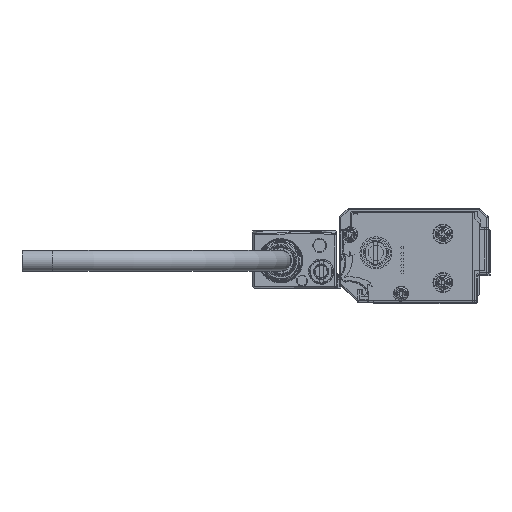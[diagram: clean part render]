
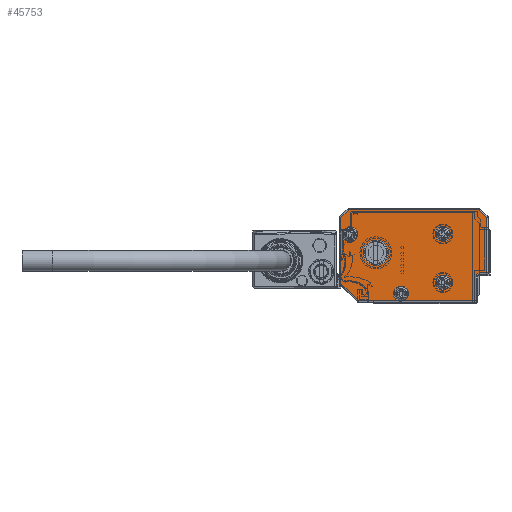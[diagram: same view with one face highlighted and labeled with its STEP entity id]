
A CAD part, left-side view. The second image highlights one B-rep face of the part: STEP entity #45753.
In plain terms, the highlighted planar face has unit normal (-1, 0, 0).
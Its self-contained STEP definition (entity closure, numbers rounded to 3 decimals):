
#45538=AXIS2_PLACEMENT_3D('Circle Axis2P3D',#45536,#45537,$) ;
#45566=AXIS2_PLACEMENT_3D('Circle Axis2P3D',#45564,#45565,$) ;
#45581=AXIS2_PLACEMENT_3D('Plane Axis2P3D',#45578,#45579,#45580) ;
#45585=AXIS2_PLACEMENT_3D('Circle Axis2P3D',#45583,#45584,$) ;
#45592=AXIS2_PLACEMENT_3D('Circle Axis2P3D',#45590,#45591,$) ;
#45599=AXIS2_PLACEMENT_3D('Circle Axis2P3D',#45597,#45598,$) ;
#45611=AXIS2_PLACEMENT_3D('Circle Axis2P3D',#45609,#45610,$) ;
#45683=AXIS2_PLACEMENT_3D('Circle Axis2P3D',#45681,#45682,$) ;
#45692=AXIS2_PLACEMENT_3D('Circle Axis2P3D',#45690,#45691,$) ;
#45701=AXIS2_PLACEMENT_3D('Circle Axis2P3D',#45699,#45700,$) ;
#45710=AXIS2_PLACEMENT_3D('Circle Axis2P3D',#45708,#45709,$) ;
#45719=AXIS2_PLACEMENT_3D('Circle Axis2P3D',#45717,#45718,$) ;
#45728=AXIS2_PLACEMENT_3D('Circle Axis2P3D',#45726,#45727,$) ;
#45737=AXIS2_PLACEMENT_3D('Circle Axis2P3D',#45735,#45736,$) ;
#45746=AXIS2_PLACEMENT_3D('Circle Axis2P3D',#45744,#45745,$) ;
#38209=CARTESIAN_POINT('Vertex',(-1873.,8.4,-1.)) ;
#38211=CARTESIAN_POINT('Vertex',(-1873.,7.,-1.)) ;
#38214=CARTESIAN_POINT('Line Origine',(-1873.,3.5,-1.)) ;
#38218=CARTESIAN_POINT('Vertex',(-1873.,21.793,-1.)) ;
#38230=CARTESIAN_POINT('Vertex',(-1873.,-17.,-1.)) ;
#38233=CARTESIAN_POINT('Line Origine',(-1873.,3.5,-1.)) ;
#45536=CARTESIAN_POINT('Axis2P3D Location',(-1873.,7.7,1.4)) ;
#45540=CARTESIAN_POINT('Vertex',(-1873.,5.2,1.4)) ;
#45561=CARTESIAN_POINT('Vertex',(-1873.,9.894,0.201)) ;
#45564=CARTESIAN_POINT('Axis2P3D Location',(-1873.,7.7,1.4)) ;
#45578=CARTESIAN_POINT('Axis2P3D Location',(-1873.,-21.5,13.5)) ;
#45583=CARTESIAN_POINT('Axis2P3D Location',(-1873.,7.7,1.4)) ;
#45587=CARTESIAN_POINT('Vertex',(-1873.,10.2,1.4)) ;
#45590=CARTESIAN_POINT('Axis2P3D Location',(-1873.,7.7,1.4)) ;
#45594=CARTESIAN_POINT('Vertex',(-1873.,5.506,2.599)) ;
#45597=CARTESIAN_POINT('Axis2P3D Location',(-1873.,7.7,1.4)) ;
#45602=CARTESIAN_POINT('Line Origine',(-1873.,-17.,3.1)) ;
#45606=CARTESIAN_POINT('Vertex',(-1873.,-17.,7.2)) ;
#45609=CARTESIAN_POINT('Axis2P3D Location',(-1873.,-18.,7.2)) ;
#45613=CARTESIAN_POINT('Vertex',(-1873.,-18.,8.2)) ;
#45616=CARTESIAN_POINT('Line Origine',(-1873.,-19.25,8.2)) ;
#45620=CARTESIAN_POINT('Vertex',(-1873.,-20.5,8.2)) ;
#45623=CARTESIAN_POINT('Line Origine',(-1873.,-20.5,17.246)) ;
#45627=CARTESIAN_POINT('Vertex',(-1873.,-20.5,26.293)) ;
#45630=CARTESIAN_POINT('Line Origine',(-1873.,-19.146,27.646)) ;
#45634=CARTESIAN_POINT('Vertex',(-1873.,-17.793,29.)) ;
#45637=CARTESIAN_POINT('Line Origine',(-1873.,3.5,29.)) ;
#45641=CARTESIAN_POINT('Vertex',(-1873.,24.793,29.)) ;
#45644=CARTESIAN_POINT('Line Origine',(-1873.,26.146,27.646)) ;
#45648=CARTESIAN_POINT('Vertex',(-1873.,27.5,26.293)) ;
#45651=CARTESIAN_POINT('Line Origine',(-1873.,27.5,15.5)) ;
#45655=CARTESIAN_POINT('Vertex',(-1873.,27.5,4.707)) ;
#45658=CARTESIAN_POINT('Line Origine',(-1873.,24.646,1.854)) ;
#45681=CARTESIAN_POINT('Axis2P3D Location',(-1873.,-6.,5.)) ;
#45685=CARTESIAN_POINT('Vertex',(-1873.,-3.806,3.801)) ;
#45687=CARTESIAN_POINT('Vertex',(-1873.,-8.194,6.199)) ;
#45690=CARTESIAN_POINT('Axis2P3D Location',(-1873.,-6.,5.)) ;
#45699=CARTESIAN_POINT('Axis2P3D Location',(-1873.,16.,14.8)) ;
#45703=CARTESIAN_POINT('Vertex',(-1873.,11.85,14.8)) ;
#45705=CARTESIAN_POINT('Vertex',(-1873.,20.15,14.8)) ;
#45708=CARTESIAN_POINT('Axis2P3D Location',(-1873.,16.,14.8)) ;
#45717=CARTESIAN_POINT('Axis2P3D Location',(-1873.,-6.,21.)) ;
#45721=CARTESIAN_POINT('Vertex',(-1873.,-8.194,22.199)) ;
#45723=CARTESIAN_POINT('Vertex',(-1873.,-3.806,19.801)) ;
#45726=CARTESIAN_POINT('Axis2P3D Location',(-1873.,-6.,21.)) ;
#45735=CARTESIAN_POINT('Axis2P3D Location',(-1873.,24.5,20.9)) ;
#45739=CARTESIAN_POINT('Vertex',(-1873.,22.306,22.099)) ;
#45741=CARTESIAN_POINT('Vertex',(-1873.,26.694,19.701)) ;
#45744=CARTESIAN_POINT('Axis2P3D Location',(-1873.,24.5,20.9)) ;
#38215=DIRECTION('Vector Direction',(0.,1.,0.)) ;
#38234=DIRECTION('Vector Direction',(0.,1.,0.)) ;
#45537=DIRECTION('Axis2P3D Direction',(-1.,0.,0.)) ;
#45565=DIRECTION('Axis2P3D Direction',(-1.,0.,0.)) ;
#45579=DIRECTION('Axis2P3D Direction',(1.,0.,0.)) ;
#45580=DIRECTION('Axis2P3D XDirection',(0.,1.,0.)) ;
#45584=DIRECTION('Axis2P3D Direction',(1.,0.,0.)) ;
#45591=DIRECTION('Axis2P3D Direction',(1.,0.,0.)) ;
#45598=DIRECTION('Axis2P3D Direction',(1.,0.,0.)) ;
#45603=DIRECTION('Vector Direction',(0.,0.,1.)) ;
#45610=DIRECTION('Axis2P3D Direction',(1.,0.,0.)) ;
#45617=DIRECTION('Vector Direction',(0.,-1.,0.)) ;
#45624=DIRECTION('Vector Direction',(0.,0.,1.)) ;
#45631=DIRECTION('Vector Direction',(0.,-0.707,-0.707)) ;
#45638=DIRECTION('Vector Direction',(0.,1.,0.)) ;
#45645=DIRECTION('Vector Direction',(0.,0.707,-0.707)) ;
#45652=DIRECTION('Vector Direction',(0.,0.,-1.)) ;
#45659=DIRECTION('Vector Direction',(0.,-0.707,-0.707)) ;
#45682=DIRECTION('Axis2P3D Direction',(1.,0.,0.)) ;
#45691=DIRECTION('Axis2P3D Direction',(1.,0.,0.)) ;
#45700=DIRECTION('Axis2P3D Direction',(1.,0.,0.)) ;
#45709=DIRECTION('Axis2P3D Direction',(1.,0.,0.)) ;
#45718=DIRECTION('Axis2P3D Direction',(1.,0.,0.)) ;
#45727=DIRECTION('Axis2P3D Direction',(1.,0.,0.)) ;
#45736=DIRECTION('Axis2P3D Direction',(1.,0.,0.)) ;
#45745=DIRECTION('Axis2P3D Direction',(1.,0.,0.)) ;
#38216=VECTOR('Line Direction',#38215,1.) ;
#38235=VECTOR('Line Direction',#38234,1.) ;
#45604=VECTOR('Line Direction',#45603,1.) ;
#45618=VECTOR('Line Direction',#45617,1.) ;
#45625=VECTOR('Line Direction',#45624,1.) ;
#45632=VECTOR('Line Direction',#45631,1.) ;
#45639=VECTOR('Line Direction',#45638,1.) ;
#45646=VECTOR('Line Direction',#45645,1.) ;
#45653=VECTOR('Line Direction',#45652,1.) ;
#45660=VECTOR('Line Direction',#45659,1.) ;
#45664=ORIENTED_EDGE('',*,*,#45568,.T.) ;
#45665=ORIENTED_EDGE('',*,*,#45589,.T.) ;
#45666=ORIENTED_EDGE('',*,*,#45596,.T.) ;
#45667=ORIENTED_EDGE('',*,*,#45601,.T.) ;
#45668=ORIENTED_EDGE('',*,*,#45542,.T.) ;
#45669=ORIENTED_EDGE('',*,*,#38237,.F.) ;
#45670=ORIENTED_EDGE('',*,*,#45608,.F.) ;
#45671=ORIENTED_EDGE('',*,*,#45615,.F.) ;
#45672=ORIENTED_EDGE('',*,*,#45622,.F.) ;
#45673=ORIENTED_EDGE('',*,*,#45629,.F.) ;
#45674=ORIENTED_EDGE('',*,*,#45636,.F.) ;
#45675=ORIENTED_EDGE('',*,*,#45643,.F.) ;
#45676=ORIENTED_EDGE('',*,*,#45650,.F.) ;
#45677=ORIENTED_EDGE('',*,*,#45657,.F.) ;
#45678=ORIENTED_EDGE('',*,*,#45662,.F.) ;
#45679=ORIENTED_EDGE('',*,*,#38220,.F.) ;
#45696=ORIENTED_EDGE('',*,*,#45689,.T.) ;
#45697=ORIENTED_EDGE('',*,*,#45694,.T.) ;
#45714=ORIENTED_EDGE('',*,*,#45707,.T.) ;
#45715=ORIENTED_EDGE('',*,*,#45712,.T.) ;
#45732=ORIENTED_EDGE('',*,*,#45725,.T.) ;
#45733=ORIENTED_EDGE('',*,*,#45730,.T.) ;
#45750=ORIENTED_EDGE('',*,*,#45743,.T.) ;
#45751=ORIENTED_EDGE('',*,*,#45748,.T.) ;
#45698=FACE_BOUND('',#45695,.T.) ;
#45716=FACE_BOUND('',#45713,.T.) ;
#45734=FACE_BOUND('',#45731,.T.) ;
#45752=FACE_BOUND('',#45749,.T.) ;
#45753=ADVANCED_FACE('\X2\FF8AFF9FFF70FF82\X0\ \X2\FF8EFF9EFF83FF9EFF68FF70\X0\',(#45680,#45698,#45716,#45734,#45752),#45582,.F.) ;
#45539=CIRCLE('generated circle',#45538,2.5) ;
#45567=CIRCLE('generated circle',#45566,2.5) ;
#45586=CIRCLE('generated circle',#45585,2.5) ;
#45593=CIRCLE('generated circle',#45592,2.5) ;
#45600=CIRCLE('generated circle',#45599,2.5) ;
#45612=CIRCLE('generated circle',#45611,1.) ;
#45684=CIRCLE('generated circle',#45683,2.5) ;
#45693=CIRCLE('generated circle',#45692,2.5) ;
#45702=CIRCLE('generated circle',#45701,4.15) ;
#45711=CIRCLE('generated circle',#45710,4.15) ;
#45720=CIRCLE('generated circle',#45719,2.5) ;
#45729=CIRCLE('generated circle',#45728,2.5) ;
#45738=CIRCLE('generated circle',#45737,2.5) ;
#45747=CIRCLE('generated circle',#45746,2.5) ;
#38220=EDGE_CURVE('',#38210,#38219,#38217,.T.) ;
#38237=EDGE_CURVE('',#38231,#38212,#38236,.T.) ;
#45542=EDGE_CURVE('',#45541,#38212,#45539,.F.) ;
#45568=EDGE_CURVE('',#38210,#45562,#45567,.F.) ;
#45589=EDGE_CURVE('',#45562,#45588,#45586,.T.) ;
#45596=EDGE_CURVE('',#45588,#45595,#45593,.T.) ;
#45601=EDGE_CURVE('',#45595,#45541,#45600,.T.) ;
#45608=EDGE_CURVE('',#45607,#38231,#45605,.F.) ;
#45615=EDGE_CURVE('',#45614,#45607,#45612,.F.) ;
#45622=EDGE_CURVE('',#45621,#45614,#45619,.F.) ;
#45629=EDGE_CURVE('',#45628,#45621,#45626,.F.) ;
#45636=EDGE_CURVE('',#45635,#45628,#45633,.T.) ;
#45643=EDGE_CURVE('',#45642,#45635,#45640,.F.) ;
#45650=EDGE_CURVE('',#45649,#45642,#45647,.F.) ;
#45657=EDGE_CURVE('',#45656,#45649,#45654,.F.) ;
#45662=EDGE_CURVE('',#38219,#45656,#45661,.F.) ;
#45689=EDGE_CURVE('',#45686,#45688,#45684,.T.) ;
#45694=EDGE_CURVE('',#45688,#45686,#45693,.T.) ;
#45707=EDGE_CURVE('',#45704,#45706,#45702,.T.) ;
#45712=EDGE_CURVE('',#45706,#45704,#45711,.T.) ;
#45725=EDGE_CURVE('',#45722,#45724,#45720,.T.) ;
#45730=EDGE_CURVE('',#45724,#45722,#45729,.T.) ;
#45743=EDGE_CURVE('',#45740,#45742,#45738,.T.) ;
#45748=EDGE_CURVE('',#45742,#45740,#45747,.T.) ;
#45663=EDGE_LOOP('',(#45664,#45665,#45666,#45667,#45668,#45669,#45670,#45671,#45672,#45673,#45674,#45675,#45676,#45677,#45678,#45679)) ;
#45695=EDGE_LOOP('',(#45696,#45697)) ;
#45713=EDGE_LOOP('',(#45714,#45715)) ;
#45731=EDGE_LOOP('',(#45732,#45733)) ;
#45749=EDGE_LOOP('',(#45750,#45751)) ;
#45680=FACE_OUTER_BOUND('',#45663,.T.) ;
#38217=LINE('Line',#38214,#38216) ;
#38236=LINE('Line',#38233,#38235) ;
#45605=LINE('Line',#45602,#45604) ;
#45619=LINE('Line',#45616,#45618) ;
#45626=LINE('Line',#45623,#45625) ;
#45633=LINE('Line',#45630,#45632) ;
#45640=LINE('Line',#45637,#45639) ;
#45647=LINE('Line',#45644,#45646) ;
#45654=LINE('Line',#45651,#45653) ;
#45661=LINE('Line',#45658,#45660) ;
#45582=PLANE('Plane',#45581) ;
#38210=VERTEX_POINT('',#38209) ;
#38212=VERTEX_POINT('',#38211) ;
#38219=VERTEX_POINT('',#38218) ;
#38231=VERTEX_POINT('',#38230) ;
#45541=VERTEX_POINT('',#45540) ;
#45562=VERTEX_POINT('',#45561) ;
#45588=VERTEX_POINT('',#45587) ;
#45595=VERTEX_POINT('',#45594) ;
#45607=VERTEX_POINT('',#45606) ;
#45614=VERTEX_POINT('',#45613) ;
#45621=VERTEX_POINT('',#45620) ;
#45628=VERTEX_POINT('',#45627) ;
#45635=VERTEX_POINT('',#45634) ;
#45642=VERTEX_POINT('',#45641) ;
#45649=VERTEX_POINT('',#45648) ;
#45656=VERTEX_POINT('',#45655) ;
#45686=VERTEX_POINT('',#45685) ;
#45688=VERTEX_POINT('',#45687) ;
#45704=VERTEX_POINT('',#45703) ;
#45706=VERTEX_POINT('',#45705) ;
#45722=VERTEX_POINT('',#45721) ;
#45724=VERTEX_POINT('',#45723) ;
#45740=VERTEX_POINT('',#45739) ;
#45742=VERTEX_POINT('',#45741) ;
